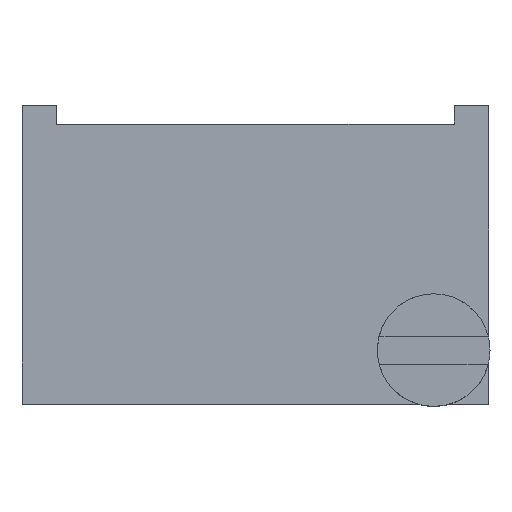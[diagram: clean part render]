
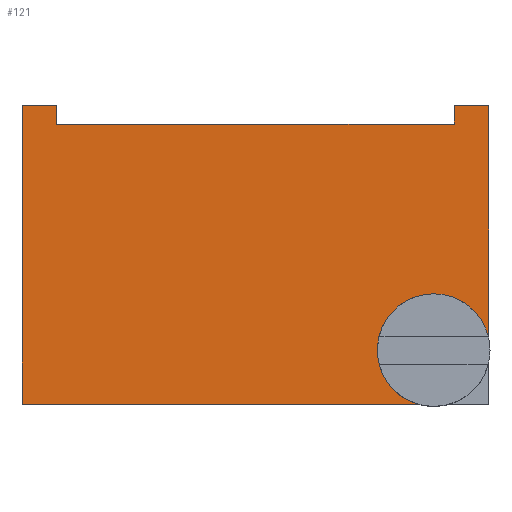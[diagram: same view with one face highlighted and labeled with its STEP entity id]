
A CAD part, top view. The second image highlights one B-rep face of the part: STEP entity #121.
In plain terms, the highlighted planar face has unit normal (0, 0, 1).
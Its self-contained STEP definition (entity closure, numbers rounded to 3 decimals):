
#21 = EDGE_CURVE('',#22,#24,#26,.T.);
#22 = VERTEX_POINT('',#23);
#23 = CARTESIAN_POINT('',(-6.605,1.53,10.03));
#24 = VERTEX_POINT('',#25);
#25 = CARTESIAN_POINT('',(1.525,1.53,10.03));
#26 = LINE('',#27,#28);
#27 = CARTESIAN_POINT('',(-7.305,1.53,10.03));
#28 = VECTOR('',#29,1.);
#29 = DIRECTION('',(1.,0.,0.));
#121 = ADVANCED_FACE('',(#122),#188,.T.);
#122 = FACE_BOUND('',#123,.T.);
#123 = EDGE_LOOP('',(#124,#134,#142,#151,#159,#167,#173,#174,#182));
#124 = ORIENTED_EDGE('',*,*,#125,.T.);
#125 = EDGE_CURVE('',#126,#128,#130,.T.);
#126 = VERTEX_POINT('',#127);
#127 = CARTESIAN_POINT('',(-7.305,1.91,10.03));
#128 = VERTEX_POINT('',#129);
#129 = CARTESIAN_POINT('',(-7.305,-4.19,10.03));
#130 = LINE('',#131,#132);
#131 = CARTESIAN_POINT('',(-7.305,1.91,10.03));
#132 = VECTOR('',#133,1.);
#133 = DIRECTION('',(0.,-1.,0.));
#134 = ORIENTED_EDGE('',*,*,#135,.T.);
#135 = EDGE_CURVE('',#128,#136,#138,.T.);
#136 = VERTEX_POINT('',#137);
#137 = CARTESIAN_POINT('',(0.77,-4.19,10.03));
#138 = LINE('',#139,#140);
#139 = CARTESIAN_POINT('',(-7.305,-4.19,10.03));
#140 = VECTOR('',#141,1.);
#141 = DIRECTION('',(1.,0.,0.));
#142 = ORIENTED_EDGE('',*,*,#143,.F.);
#143 = EDGE_CURVE('',#144,#136,#146,.T.);
#144 = VERTEX_POINT('',#145);
#145 = CARTESIAN_POINT('',(2.225,-2.829,10.03));
#146 = CIRCLE('',#147,1.15);
#147 = AXIS2_PLACEMENT_3D('',#148,#149,#150);
#148 = CARTESIAN_POINT('',(1.105,-3.09,10.03));
#149 = DIRECTION('',(0.,0.,1.));
#150 = DIRECTION('',(1.,0.,0.));
#151 = ORIENTED_EDGE('',*,*,#152,.F.);
#152 = EDGE_CURVE('',#153,#144,#155,.T.);
#153 = VERTEX_POINT('',#154);
#154 = CARTESIAN_POINT('',(2.225,1.91,10.03));
#155 = LINE('',#156,#157);
#156 = CARTESIAN_POINT('',(2.225,1.53,10.03));
#157 = VECTOR('',#158,1.);
#158 = DIRECTION('',(0.,-1.,0.));
#159 = ORIENTED_EDGE('',*,*,#160,.F.);
#160 = EDGE_CURVE('',#161,#153,#163,.T.);
#161 = VERTEX_POINT('',#162);
#162 = CARTESIAN_POINT('',(1.525,1.91,10.03));
#163 = LINE('',#164,#165);
#164 = CARTESIAN_POINT('',(1.525,1.91,10.03));
#165 = VECTOR('',#166,1.);
#166 = DIRECTION('',(1.,0.,0.));
#167 = ORIENTED_EDGE('',*,*,#168,.T.);
#168 = EDGE_CURVE('',#161,#24,#169,.T.);
#169 = LINE('',#170,#171);
#170 = CARTESIAN_POINT('',(1.525,1.91,10.03));
#171 = VECTOR('',#172,1.);
#172 = DIRECTION('',(0.,-1.,0.));
#173 = ORIENTED_EDGE('',*,*,#21,.F.);
#174 = ORIENTED_EDGE('',*,*,#175,.F.);
#175 = EDGE_CURVE('',#176,#22,#178,.T.);
#176 = VERTEX_POINT('',#177);
#177 = CARTESIAN_POINT('',(-6.605,1.91,10.03));
#178 = LINE('',#179,#180);
#179 = CARTESIAN_POINT('',(-6.605,1.91,10.03));
#180 = VECTOR('',#181,1.);
#181 = DIRECTION('',(0.,-1.,0.));
#182 = ORIENTED_EDGE('',*,*,#183,.F.);
#183 = EDGE_CURVE('',#126,#176,#184,.T.);
#184 = LINE('',#185,#186);
#185 = CARTESIAN_POINT('',(-7.305,1.91,10.03));
#186 = VECTOR('',#187,1.);
#187 = DIRECTION('',(1.,0.,0.));
#188 = PLANE('',#189);
#189 = AXIS2_PLACEMENT_3D('',#190,#191,#192);
#190 = CARTESIAN_POINT('',(-2.54,-1.169,10.03));
#191 = DIRECTION('',(0.,0.,1.));
#192 = DIRECTION('',(0.,1.,0.));
